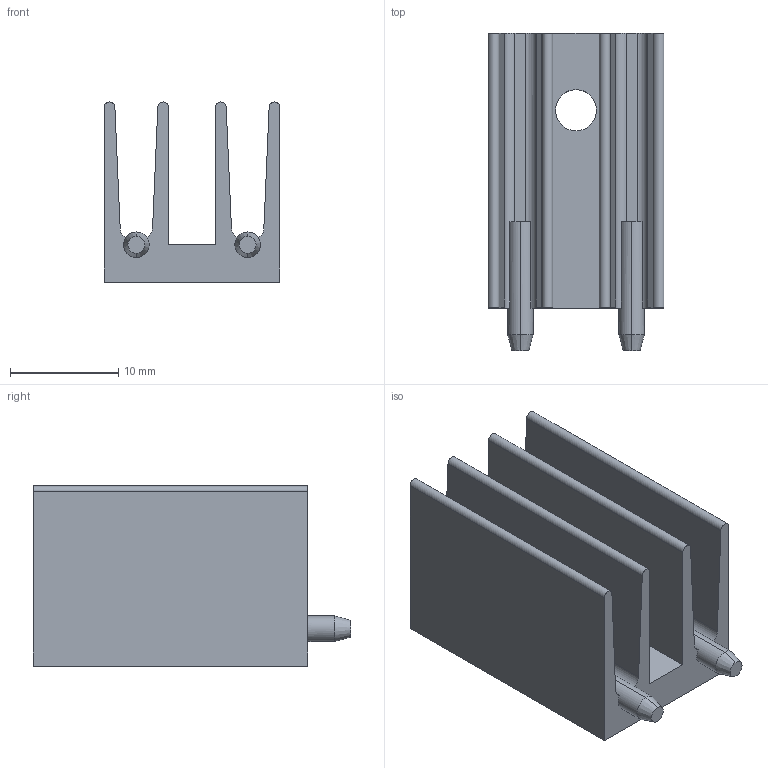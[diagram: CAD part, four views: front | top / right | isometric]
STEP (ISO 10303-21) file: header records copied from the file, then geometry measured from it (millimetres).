
FILE_DESCRIPTION (( 'STEP AP214' ), '1' );
FILE_NAME ('AAVID_THERMALLOY_581002B02500G_TO220_TO218_16.26x16.26x25.4.STEP', '2010-10-18T12:32:58', ( '.' ), ( '.' ), 'SwSTEP 2.0', 'SolidWorks 2008', '' );
FILE_SCHEMA (( 'AUTOMOTIVE_DESIGN' ));
Length unit declared in the file: millimetre
Products named in the file (1): AAVID_THERMALLOY_581002B02500G_TO220_TO218_16.26x16.26x25.4
Bounding box: 16.26 x 29.36 x 16.65 mm (x, y, z)
Volume: 3219.7 mm3; surface area: 3823.4 mm2
Topology: 1 solids, 1 shells, 36 faces, 98 edges, 64 vertices
Faces by surface type: plane 18, cylinder 14, cone 4
Entity records: 1441 total; most frequent: DIRECTION 212, CARTESIAN_POINT 199, ORIENTED_EDGE 196, EDGE_CURVE 98, AXIS2_PLACEMENT_3D 77, VERTEX_POINT 64, LINE 58, VECTOR 58
